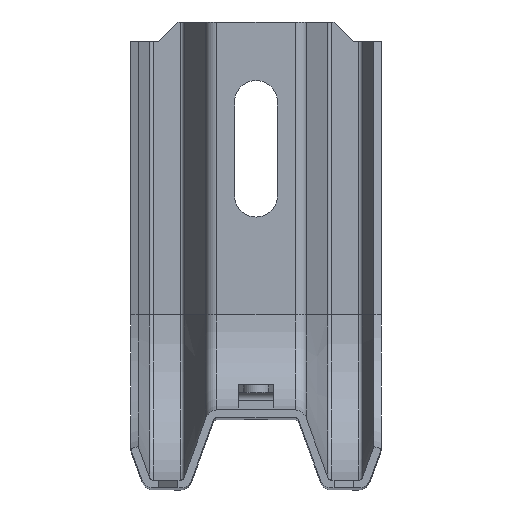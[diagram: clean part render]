
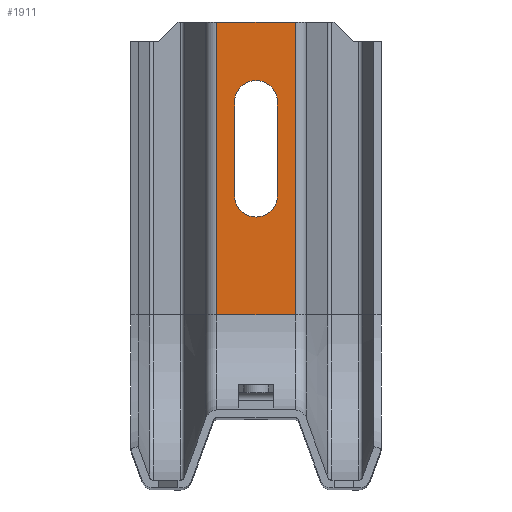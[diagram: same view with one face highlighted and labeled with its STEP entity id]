
A CAD part, top view. The second image highlights one B-rep face of the part: STEP entity #1911.
In plain terms, the highlighted planar face has unit normal (0, 0, 1).
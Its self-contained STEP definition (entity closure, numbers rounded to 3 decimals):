
#67=DIRECTION('',(-1.,0.,0.));
#68=VECTOR('',#67,20.);
#69=CARTESIAN_POINT('',(10.,120.,20.));
#70=LINE('',#69,#68);
#109=DIRECTION('',(0.,-1.,0.));
#110=VECTOR('',#109,75.);
#111=CARTESIAN_POINT('',(-10.,120.,20.));
#112=LINE('',#111,#110);
#113=DIRECTION('',(0.,-1.,0.));
#114=VECTOR('',#113,75.);
#115=CARTESIAN_POINT('',(10.,120.,20.));
#116=LINE('',#115,#114);
#117=DIRECTION('',(0.,-1.,0.));
#118=VECTOR('',#117,24.);
#119=CARTESIAN_POINT('',(-5.5,99.5,20.));
#120=LINE('',#119,#118);
#121=CARTESIAN_POINT('',(0.,75.5,20.));
#122=DIRECTION('',(0.,0.,1.));
#123=DIRECTION('',(-1.,0.,0.));
#124=AXIS2_PLACEMENT_3D('',#121,#122,#123);
#126=DIRECTION('',(0.,1.,0.));
#127=VECTOR('',#126,24.);
#128=CARTESIAN_POINT('',(5.5,75.5,20.));
#129=LINE('',#128,#127);
#130=CARTESIAN_POINT('',(0.,99.5,20.));
#131=DIRECTION('',(0.,0.,1.));
#132=DIRECTION('',(1.,0.,0.));
#133=AXIS2_PLACEMENT_3D('',#130,#131,#132);
#319=DIRECTION('',(-1.,0.,0.));
#320=VECTOR('',#319,20.);
#321=CARTESIAN_POINT('',(10.,45.,20.));
#322=LINE('',#321,#320);
#1411=CARTESIAN_POINT('',(10.,120.,20.));
#1412=VERTEX_POINT('',#1411);
#1413=CARTESIAN_POINT('',(-10.,120.,20.));
#1414=VERTEX_POINT('',#1413);
#1461=CARTESIAN_POINT('',(10.,45.,20.));
#1462=VERTEX_POINT('',#1461);
#1463=CARTESIAN_POINT('',(-10.,45.,20.));
#1464=VERTEX_POINT('',#1463);
#1653=CARTESIAN_POINT('',(-5.5,99.5,20.));
#1654=CARTESIAN_POINT('',(-5.5,75.5,20.));
#1655=VERTEX_POINT('',#1653);
#1656=VERTEX_POINT('',#1654);
#1657=CARTESIAN_POINT('',(5.5,75.5,20.));
#1658=CARTESIAN_POINT('',(5.5,99.5,20.));
#1659=VERTEX_POINT('',#1657);
#1660=VERTEX_POINT('',#1658);
#1888=CARTESIAN_POINT('',(10.,120.,20.));
#1889=DIRECTION('',(0.,0.,1.));
#1890=DIRECTION('',(-1.,0.,0.));
#1891=AXIS2_PLACEMENT_3D('',#1888,#1889,#1890);
#1892=PLANE('',#1891);
#1893=ORIENTED_EDGE('',*,*,#1800,.F.);
#1895=ORIENTED_EDGE('',*,*,#1894,.T.);
#1897=ORIENTED_EDGE('',*,*,#1896,.T.);
#1898=ORIENTED_EDGE('',*,*,#1880,.F.);
#1899=EDGE_LOOP('',(#1893,#1895,#1897,#1898));
#1900=FACE_OUTER_BOUND('',#1899,.F.);
#1902=ORIENTED_EDGE('',*,*,#1901,.T.);
#1904=ORIENTED_EDGE('',*,*,#1903,.T.);
#1906=ORIENTED_EDGE('',*,*,#1905,.T.);
#1908=ORIENTED_EDGE('',*,*,#1907,.T.);
#1909=EDGE_LOOP('',(#1902,#1904,#1906,#1908));
#1910=FACE_BOUND('',#1909,.F.);
#1911=ADVANCED_FACE('',(#1900,#1910),#1892,.T.);
#125=CIRCLE('',#124,5.5);
#134=CIRCLE('',#133,5.5);
#1800=EDGE_CURVE('',#1412,#1414,#70,.T.);
#1880=EDGE_CURVE('',#1414,#1464,#112,.T.);
#1894=EDGE_CURVE('',#1412,#1462,#116,.T.);
#1896=EDGE_CURVE('',#1462,#1464,#322,.T.);
#1901=EDGE_CURVE('',#1655,#1656,#120,.T.);
#1903=EDGE_CURVE('',#1656,#1659,#125,.T.);
#1905=EDGE_CURVE('',#1659,#1660,#129,.T.);
#1907=EDGE_CURVE('',#1660,#1655,#134,.T.);
